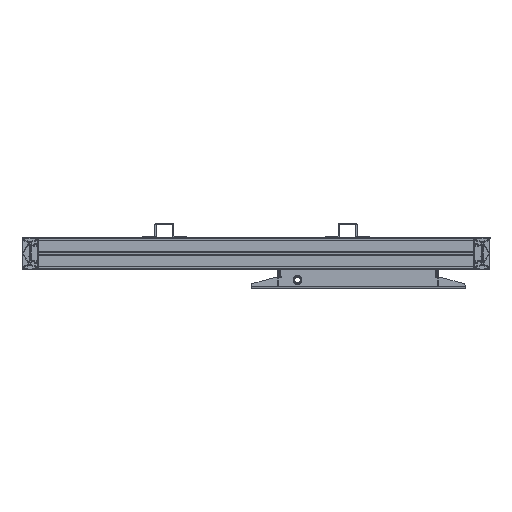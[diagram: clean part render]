
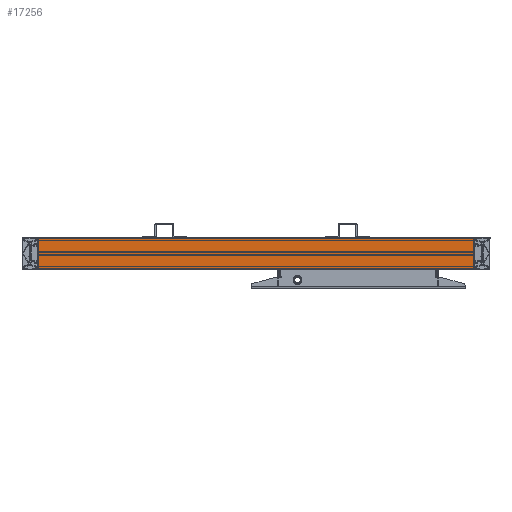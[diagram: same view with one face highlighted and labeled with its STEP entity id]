
A CAD part, left-side view. The second image highlights one B-rep face of the part: STEP entity #17256.
In plain terms, the highlighted planar face has unit normal (-1, 0, 0).
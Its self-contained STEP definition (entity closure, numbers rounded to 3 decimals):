
#879 = VECTOR ( 'NONE', #29647, 1000. ) ;
#2410 = DIRECTION ( 'NONE',  ( 0., 0., -1. ) ) ;
#5789 = CARTESIAN_POINT ( 'NONE',  ( -17.499, 475., -34.499 ) ) ;
#7938 = AXIS2_PLACEMENT_3D ( 'NONE', #41375, #17970, #48030 ) ;
#9829 = LINE ( 'NONE', #38735, #73556 ) ;
#11531 = VECTOR ( 'NONE', #70778, 1000. ) ;
#13390 = ORIENTED_EDGE ( 'NONE', *, *, #22643, .F. ) ;
#17256 = ADVANCED_FACE ( 'NONE', ( #76967 ), #40991, .T. ) ;
#17970 = DIRECTION ( 'NONE',  ( -1., 0., 0. ) ) ;
#22643 = EDGE_CURVE ( 'NONE', #27696, #56465, #45824, .T. ) ;
#22861 = VECTOR ( 'NONE', #34125, 1000. ) ;
#23986 = CARTESIAN_POINT ( 'NONE',  ( -17.499, -475., 34.499 ) ) ;
#24153 = EDGE_CURVE ( 'NONE', #75748, #53006, #9829, .T. ) ;
#24688 = LINE ( 'NONE', #46963, #11531 ) ;
#27696 = VERTEX_POINT ( 'NONE', #46630 ) ;
#29425 = ORIENTED_EDGE ( 'NONE', *, *, #24153, .T. ) ;
#29647 = DIRECTION ( 'NONE',  ( 0., -1., 0. ) ) ;
#32970 = CARTESIAN_POINT ( 'NONE',  ( -17.499, -475., -34.499 ) ) ;
#34125 = DIRECTION ( 'NONE',  ( 0., 0., -1. ) ) ;
#38090 = CARTESIAN_POINT ( 'NONE',  ( -17.499, 475., -34.499 ) ) ;
#38735 = CARTESIAN_POINT ( 'NONE',  ( -17.499, 475., 34.499 ) ) ;
#40991 = PLANE ( 'NONE',  #7938 ) ;
#41375 = CARTESIAN_POINT ( 'NONE',  ( -17.499, 475., 34.499 ) ) ;
#45824 = LINE ( 'NONE', #23986, #22861 ) ;
#45983 = ORIENTED_EDGE ( 'NONE', *, *, #60541, .T. ) ;
#46630 = CARTESIAN_POINT ( 'NONE',  ( -17.499, -475., 34.499 ) ) ;
#46963 = CARTESIAN_POINT ( 'NONE',  ( -17.499, 475., 34.499 ) ) ;
#48030 = DIRECTION ( 'NONE',  ( 0., 0., 1. ) ) ;
#53006 = VERTEX_POINT ( 'NONE', #38090 ) ;
#56465 = VERTEX_POINT ( 'NONE', #32970 ) ;
#59293 = LINE ( 'NONE', #5789, #879 ) ;
#60541 = EDGE_CURVE ( 'NONE', #53006, #56465, #59293, .T. ) ;
#67366 = CARTESIAN_POINT ( 'NONE',  ( -17.499, 475., 34.499 ) ) ;
#68827 = EDGE_LOOP ( 'NONE', ( #13390, #76333, #29425, #45983 ) ) ;
#70740 = EDGE_CURVE ( 'NONE', #75748, #27696, #24688, .T. ) ;
#70778 = DIRECTION ( 'NONE',  ( 0., -1., 0. ) ) ;
#73556 = VECTOR ( 'NONE', #2410, 1000. ) ;
#75748 = VERTEX_POINT ( 'NONE', #67366 ) ;
#76333 = ORIENTED_EDGE ( 'NONE', *, *, #70740, .F. ) ;
#76967 = FACE_OUTER_BOUND ( 'NONE', #68827, .T. ) ;
